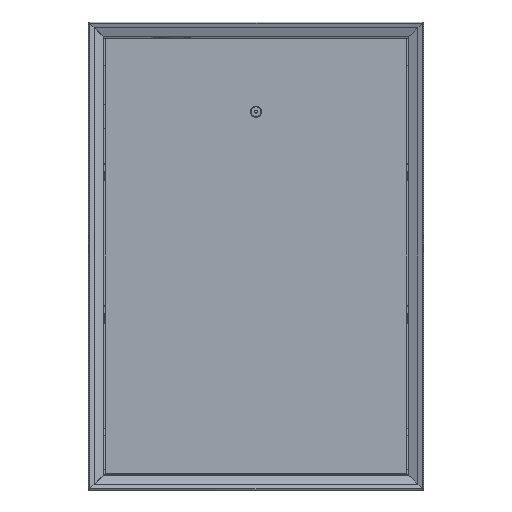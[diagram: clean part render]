
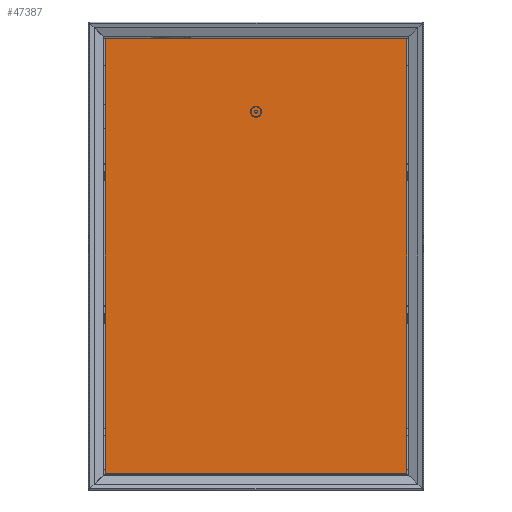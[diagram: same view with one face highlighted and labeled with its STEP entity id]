
A CAD part, front view. The second image highlights one B-rep face of the part: STEP entity #47387.
In plain terms, the highlighted face is planar.
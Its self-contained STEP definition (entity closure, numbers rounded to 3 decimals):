
#47034=DIRECTION('',(0.,0.,-1.));
#47035=VECTOR('',#47034,653.);
#47036=CARTESIAN_POINT('',(-226.5,3.,326.5));
#47037=LINE('',#47036,#47035);
#47038=DIRECTION('',(1.,0.,0.));
#47039=VECTOR('',#47038,453.);
#47040=CARTESIAN_POINT('',(-226.5,3.,-326.5));
#47041=LINE('',#47040,#47039);
#47042=DIRECTION('',(0.,0.,1.));
#47043=VECTOR('',#47042,653.);
#47044=CARTESIAN_POINT('',(226.5,3.,-326.5));
#47045=LINE('',#47044,#47043);
#47046=DIRECTION('',(-1.,0.,0.));
#47047=VECTOR('',#47046,453.);
#47048=CARTESIAN_POINT('',(226.5,3.,326.5));
#47049=LINE('',#47048,#47047);
#47116=CARTESIAN_POINT('',(-226.5,3.,-326.5));
#47117=VERTEX_POINT('',#47116);
#47118=CARTESIAN_POINT('',(-226.5,3.,326.5));
#47119=VERTEX_POINT('',#47118);
#47150=CARTESIAN_POINT('',(226.5,3.,326.5));
#47151=VERTEX_POINT('',#47150);
#47154=CARTESIAN_POINT('',(226.5,3.,-326.5));
#47155=VERTEX_POINT('',#47154);
#47374=CARTESIAN_POINT('',(0.,3.,0.));
#47375=DIRECTION('',(0.,1.,0.));
#47376=DIRECTION('',(1.,0.,0.));
#47377=AXIS2_PLACEMENT_3D('',#47374,#47375,#47376);
#47378=PLANE('',#47377);
#47379=ORIENTED_EDGE('',*,*,#47218,.T.);
#47381=ORIENTED_EDGE('',*,*,#47380,.T.);
#47383=ORIENTED_EDGE('',*,*,#47382,.T.);
#47384=ORIENTED_EDGE('',*,*,#47365,.T.);
#47385=EDGE_LOOP('',(#47379,#47381,#47383,#47384));
#47386=FACE_OUTER_BOUND('',#47385,.F.);
#47387=ADVANCED_FACE('',(#47386),#47378,.T.);
#47218=EDGE_CURVE('',#47119,#47117,#47037,.T.);
#47365=EDGE_CURVE('',#47151,#47119,#47049,.T.);
#47380=EDGE_CURVE('',#47117,#47155,#47041,.T.);
#47382=EDGE_CURVE('',#47155,#47151,#47045,.T.);
